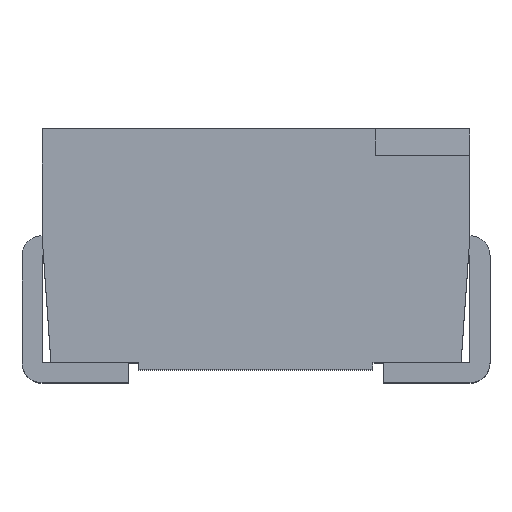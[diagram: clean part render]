
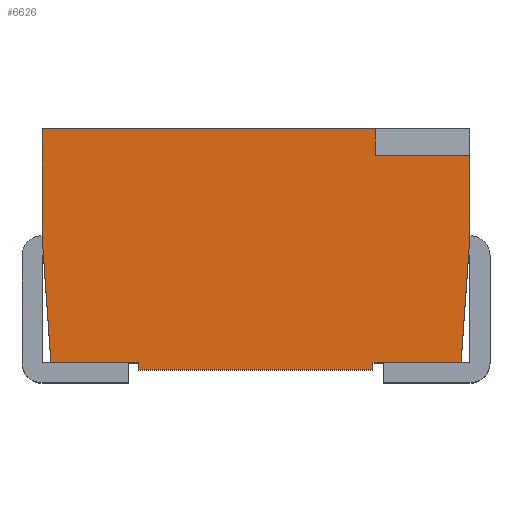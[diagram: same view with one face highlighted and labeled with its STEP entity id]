
A CAD part, top view. The second image highlights one B-rep face of the part: STEP entity #6626.
In plain terms, the highlighted planar face has unit normal (0, 0, 1).
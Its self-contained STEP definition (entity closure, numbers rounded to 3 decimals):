
#2 = VECTOR ( 'NONE', #8660, 1000. ) ;
#1338 = CARTESIAN_POINT ( 'NONE',  ( 0.875, -0.9, 1.4 ) ) ;
#1339 = CARTESIAN_POINT ( 'NONE',  ( -0.875, -0.9, 1.4 ) ) ;
#1947 = LINE ( 'NONE', #1948, #2352 ) ;
#1948 = CARTESIAN_POINT ( 'NONE',  ( 0., -0.9, 1.4 ) ) ;
#1949 = DIRECTION ( 'NONE',  ( 1., 0., 0. ) ) ;
#2352 = VECTOR ( 'NONE', #1949, 1000. ) ;
#2397 = VECTOR ( 'NONE', #8630, 1000. ) ;
#6517 = EDGE_CURVE ( 'NONE', #6775, #6776, #8628, .T. ) ;
#6527 = EDGE_CURVE ( 'NONE', #6785, #6775, #8658, .T. ) ;
#6534 = EDGE_CURVE ( 'NONE', #6789, #6787, #8679, .T. ) ;
#6540 = EDGE_CURVE ( 'NONE', #6789, #6793, #8697, .T. ) ;
#6548 = EDGE_CURVE ( 'NONE', #6793, #6799, #8721, .T. ) ;
#6554 = EDGE_CURVE ( 'NONE', #6803, #6799, #10066, .T. ) ;
#6556 = EDGE_CURVE ( 'NONE', #9588, #6803, #10072, .T. ) ;
#6559 = EDGE_CURVE ( 'NONE', #9587, #6805, #10081, .T. ) ;
#6562 = EDGE_CURVE ( 'NONE', #6805, #6776, #10090, .T. ) ;
#6565 = EDGE_CURVE ( 'NONE', #6808, #6787, #10099, .T. ) ;
#6566 = EDGE_CURVE ( 'NONE', #6808, #6785, #10102, .T. ) ;
#6626 = ADVANCED_FACE ( 'NONE', ( #8828 ), #10291, .T. ) ;
#6775 = VERTEX_POINT ( 'NONE', #10714 ) ;
#6776 = VERTEX_POINT ( 'NONE', #10715 ) ;
#6785 = VERTEX_POINT ( 'NONE', #10724 ) ;
#6787 = VERTEX_POINT ( 'NONE', #10726 ) ;
#6789 = VERTEX_POINT ( 'NONE', #10728 ) ;
#6793 = VERTEX_POINT ( 'NONE', #10732 ) ;
#6799 = VERTEX_POINT ( 'NONE', #10738 ) ;
#6803 = VERTEX_POINT ( 'NONE', #10742 ) ;
#6805 = VERTEX_POINT ( 'NONE', #10744 ) ;
#6808 = VERTEX_POINT ( 'NONE', #10747 ) ;
#8628 = LINE ( 'NONE', #8629, #2397 ) ;
#8629 = CARTESIAN_POINT ( 'NONE',  ( 1.356, -3.384, 1.4 ) ) ;
#8630 = DIRECTION ( 'NONE',  ( -0.07, -0.998, 0. ) ) ;
#8658 = LINE ( 'NONE', #8659, #2 ) ;
#8659 = CARTESIAN_POINT ( 'NONE',  ( 1.6, -3.289, 1.4 ) ) ;
#8660 = DIRECTION ( 'NONE',  ( 0., -1., 0. ) ) ;
#8679 = LINE ( 'NONE', #8680, #8735 ) ;
#8680 = CARTESIAN_POINT ( 'NONE',  ( 0., 0.9, 1.4 ) ) ;
#8681 = DIRECTION ( 'NONE',  ( 1., 0., 0. ) ) ;
#8697 = LINE ( 'NONE', #8698, #8741 ) ;
#8698 = CARTESIAN_POINT ( 'NONE',  ( -1.6, -3.289, 1.4 ) ) ;
#8699 = DIRECTION ( 'NONE',  ( 0., -1., 0. ) ) ;
#8721 = LINE ( 'NONE', #8722, #8749 ) ;
#8722 = CARTESIAN_POINT ( 'NONE',  ( -1.356, -3.384, 1.4 ) ) ;
#8723 = DIRECTION ( 'NONE',  ( 0.07, -0.998, 0. ) ) ;
#8735 = VECTOR ( 'NONE', #8681, 1000. ) ;
#8741 = VECTOR ( 'NONE', #8699, 1000. ) ;
#8749 = VECTOR ( 'NONE', #8723, 1000. ) ;
#8755 = VECTOR ( 'NONE', #10068, 1000. ) ;
#8757 = VECTOR ( 'NONE', #10074, 1000. ) ;
#8760 = VECTOR ( 'NONE', #10083, 1000. ) ;
#8763 = VECTOR ( 'NONE', #10092, 1000. ) ;
#8766 = VECTOR ( 'NONE', #10101, 1000. ) ;
#8768 = VECTOR ( 'NONE', #10104, 1000. ) ;
#8828 = FACE_OUTER_BOUND ( 'NONE', #9183, .T. ) ;
#8831 = AXIS2_PLACEMENT_3D ( 'NONE', #10292, #10293, #10294 ) ;
#9145 = ORIENTED_EDGE ( 'NONE', *, *, #6540, .T. ) ;
#9146 = ORIENTED_EDGE ( 'NONE', *, *, #6565, .T. ) ;
#9147 = ORIENTED_EDGE ( 'NONE', *, *, #6548, .T. ) ;
#9148 = ORIENTED_EDGE ( 'NONE', *, *, #6534, .F. ) ;
#9149 = ORIENTED_EDGE ( 'NONE', *, *, #6554, .F. ) ;
#9150 = ORIENTED_EDGE ( 'NONE', *, *, #6556, .F. ) ;
#9151 = ORIENTED_EDGE ( 'NONE', *, *, #9683, .T. ) ;
#9152 = ORIENTED_EDGE ( 'NONE', *, *, #6559, .T. ) ;
#9153 = ORIENTED_EDGE ( 'NONE', *, *, #6562, .T. ) ;
#9154 = ORIENTED_EDGE ( 'NONE', *, *, #6517, .F. ) ;
#9155 = ORIENTED_EDGE ( 'NONE', *, *, #6527, .F. ) ;
#9156 = ORIENTED_EDGE ( 'NONE', *, *, #6566, .F. ) ;
#9183 = EDGE_LOOP ( 'NONE', ( #9146, #9148, #9145, #9147, #9149, #9150, #9151, #9152, #9153, #9154, #9155, #9156 ) ) ;
#9587 = VERTEX_POINT ( 'NONE', #1338 ) ;
#9588 = VERTEX_POINT ( 'NONE', #1339 ) ;
#9683 = EDGE_CURVE ( 'NONE', #9588, #9587, #1947, .T. ) ;
#10066 = LINE ( 'NONE', #10067, #8755 ) ;
#10067 = CARTESIAN_POINT ( 'NONE',  ( 0., -0.85, 1.4 ) ) ;
#10068 = DIRECTION ( 'NONE',  ( -1., 0., 0. ) ) ;
#10072 = LINE ( 'NONE', #10073, #8757 ) ;
#10073 = CARTESIAN_POINT ( 'NONE',  ( -0.875, -3.289, 1.4 ) ) ;
#10074 = DIRECTION ( 'NONE',  ( 0., 1., 0. ) ) ;
#10081 = LINE ( 'NONE', #10082, #8760 ) ;
#10082 = CARTESIAN_POINT ( 'NONE',  ( 0.875, -3.289, 1.4 ) ) ;
#10083 = DIRECTION ( 'NONE',  ( 0., 1., 0. ) ) ;
#10090 = LINE ( 'NONE', #10091, #8763 ) ;
#10091 = CARTESIAN_POINT ( 'NONE',  ( 0., -0.85, 1.4 ) ) ;
#10092 = DIRECTION ( 'NONE',  ( 1., 0., 0. ) ) ;
#10099 = LINE ( 'NONE', #10100, #8766 ) ;
#10100 = CARTESIAN_POINT ( 'NONE',  ( 0.893, 0.7, 1.4 ) ) ;
#10101 = DIRECTION ( 'NONE',  ( 0., 1., 0. ) ) ;
#10102 = LINE ( 'NONE', #10103, #8768 ) ;
#10103 = CARTESIAN_POINT ( 'NONE',  ( -3.449, 0.7, 1.4 ) ) ;
#10104 = DIRECTION ( 'NONE',  ( 1., 0., 0. ) ) ;
#10291 = PLANE ( 'NONE',  #8831 ) ;
#10292 = CARTESIAN_POINT ( 'NONE',  ( 0., -3.289, 1.4 ) ) ;
#10293 = DIRECTION ( 'NONE',  ( 0., 0., 1. ) ) ;
#10294 = DIRECTION ( 'NONE',  ( 1., 0., 0. ) ) ;
#10714 = CARTESIAN_POINT ( 'NONE',  ( 1.6, 0.1, 1.4 ) ) ;
#10715 = CARTESIAN_POINT ( 'NONE',  ( 1.534, -0.85, 1.4 ) ) ;
#10724 = CARTESIAN_POINT ( 'NONE',  ( 1.6, 0.7, 1.4 ) ) ;
#10726 = CARTESIAN_POINT ( 'NONE',  ( 0.893, 0.9, 1.4 ) ) ;
#10728 = CARTESIAN_POINT ( 'NONE',  ( -1.6, 0.9, 1.4 ) ) ;
#10732 = CARTESIAN_POINT ( 'NONE',  ( -1.6, 0.1, 1.4 ) ) ;
#10738 = CARTESIAN_POINT ( 'NONE',  ( -1.534, -0.85, 1.4 ) ) ;
#10742 = CARTESIAN_POINT ( 'NONE',  ( -0.875, -0.85, 1.4 ) ) ;
#10744 = CARTESIAN_POINT ( 'NONE',  ( 0.875, -0.85, 1.4 ) ) ;
#10747 = CARTESIAN_POINT ( 'NONE',  ( 0.893, 0.7, 1.4 ) ) ;
